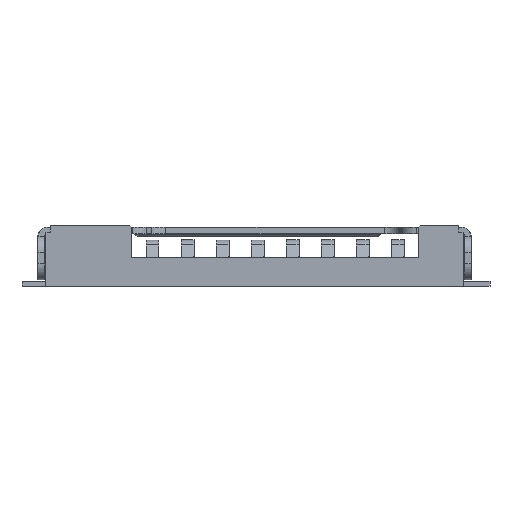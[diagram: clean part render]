
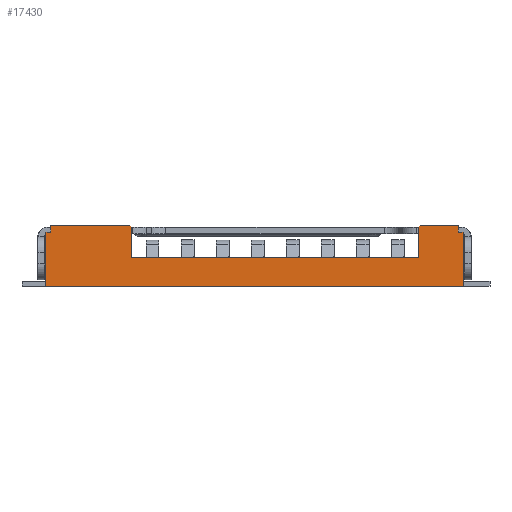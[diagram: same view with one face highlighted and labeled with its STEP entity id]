
A CAD part, front view. The second image highlights one B-rep face of the part: STEP entity #17430.
In plain terms, the highlighted planar face has unit normal (0, -1, 0).
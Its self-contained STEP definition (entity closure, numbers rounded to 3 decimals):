
#2154=DIRECTION('',(-1.,0.,0.));
#2155=VECTOR('',#2154,0.15);
#2156=CARTESIAN_POINT('',(6.558,-9.323,1.7));
#2157=LINE('',#2156,#2155);
#2162=DIRECTION('',(0.,0.,1.));
#2163=VECTOR('',#2162,1.7);
#2164=CARTESIAN_POINT('',(-6.542,-9.323,0.));
#2165=LINE('',#2164,#2163);
#2166=DIRECTION('',(1.,0.,0.));
#2167=VECTOR('',#2166,0.15);
#2168=CARTESIAN_POINT('',(-6.542,-9.323,1.7));
#2169=LINE('',#2168,#2167);
#2170=DIRECTION('',(0.,0.,1.));
#2171=VECTOR('',#2170,0.2);
#2172=CARTESIAN_POINT('',(-6.392,-9.323,1.7));
#2173=LINE('',#2172,#2171);
#2174=DIRECTION('',(1.,0.,0.));
#2175=VECTOR('',#2174,2.488);
#2176=CARTESIAN_POINT('',(-6.392,-9.323,
1.9));
#2177=LINE('',#2176,#2175);
#2178=DIRECTION('',(0.,0.,-1.));
#2179=VECTOR('',#2178,1.7);
#2180=CARTESIAN_POINT('',(6.558,-9.323,1.7));
#2181=LINE('',#2180,#2179);
#2622=DIRECTION('',(1.,0.,0.));
#2623=VECTOR('',#2622,13.1);
#2624=CARTESIAN_POINT('',(-6.542,-9.323,0.));
#2625=LINE('',#2624,#2623);
#2780=DIRECTION('',(0.,0.,1.));
#2781=VECTOR('',#2780,0.2);
#2782=CARTESIAN_POINT('',(6.408,-9.323,1.7));
#2783=LINE('',#2782,#2781);
#2821=DIRECTION('',(-1.,0.,0.));
#2822=VECTOR('',#2821,1.188);
#2823=CARTESIAN_POINT('',(6.408,-9.323,1.9));
#2824=LINE('',#2823,#2822);
#2825=DIRECTION('',(-0.816,0.,-0.577));
#2826=VECTOR('',#2825,0.076);
#2827=CARTESIAN_POINT('',(5.22,-9.323,1.9));
#2828=LINE('',#2827,#2826);
#2855=DIRECTION('',(-1.,0.,0.));
#2856=VECTOR('',#2855,9.);
#2857=CARTESIAN_POINT('',(5.158,-9.323,0.9));
#2858=LINE('',#2857,#2856);
#5114=DIRECTION('',(0.,0.,1.));
#5115=VECTOR('',#5114,0.956);
#5116=CARTESIAN_POINT('',(-3.842,-9.323,0.9));
#5117=LINE('',#5116,#5115);
#5122=DIRECTION('',(-0.816,0.,0.577));
#5123=VECTOR('',#5122,0.076);
#5124=CARTESIAN_POINT('',(-3.842,-9.323,
1.856));
#5125=LINE('',#5124,#5123);
#5768=DIRECTION('',(0.,0.,-1.));
#5769=VECTOR('',#5768,0.956);
#5770=CARTESIAN_POINT('',(5.158,-9.323,1.856));
#5771=LINE('',#5770,#5769);
#12463=CARTESIAN_POINT('',(-6.542,-9.323,1.7));
#12464=VERTEX_POINT('',#12463);
#12466=CARTESIAN_POINT('',(-6.542,-9.323,0.));
#12468=VERTEX_POINT('',#12466);
#12547=CARTESIAN_POINT('',(-3.904,-9.323,
1.9));
#12548=VERTEX_POINT('',#12547);
#12549=CARTESIAN_POINT('',(-6.392,-9.323,
1.9));
#12550=VERTEX_POINT('',#12549);
#12585=CARTESIAN_POINT('',(-6.392,-9.323,1.7));
#12586=VERTEX_POINT('',#12585);
#12587=CARTESIAN_POINT('',(-3.842,-9.323,
1.856));
#12588=VERTEX_POINT('',#12587);
#12589=CARTESIAN_POINT('',(5.158,-9.323,
1.856));
#12590=CARTESIAN_POINT('',(5.158,-9.323,0.9));
#12591=VERTEX_POINT('',#12589);
#12592=VERTEX_POINT('',#12590);
#12593=CARTESIAN_POINT('',(6.558,-9.323,1.7));
#12594=CARTESIAN_POINT('',(6.408,-9.323,1.7));
#12595=VERTEX_POINT('',#12593);
#12596=VERTEX_POINT('',#12594);
#12597=CARTESIAN_POINT('',(6.558,-9.323,0.));
#12598=VERTEX_POINT('',#12597);
#12619=CARTESIAN_POINT('',(-3.842,-9.323,0.9));
#12620=VERTEX_POINT('',#12619);
#13313=CARTESIAN_POINT('',(6.408,-9.323,
1.9));
#13314=VERTEX_POINT('',#13313);
#13317=CARTESIAN_POINT('',(5.22,-9.323,
1.9));
#13319=VERTEX_POINT('',#13317);
#17398=CARTESIAN_POINT('',(0.008,-9.323,
0.95));
#17399=DIRECTION('',(0.,1.,0.));
#17400=DIRECTION('',(-1.,0.,0.));
#17401=AXIS2_PLACEMENT_3D('',#17398,#17399,#17400);
#17402=PLANE('',#17401);
#17403=ORIENTED_EDGE('',*,*,#14928,.T.);
#17405=ORIENTED_EDGE('',*,*,#17404,.T.);
#17407=ORIENTED_EDGE('',*,*,#17406,.T.);
#17409=ORIENTED_EDGE('',*,*,#17408,.T.);
#17411=ORIENTED_EDGE('',*,*,#17410,.F.);
#17413=ORIENTED_EDGE('',*,*,#17412,.F.);
#17415=ORIENTED_EDGE('',*,*,#17414,.F.);
#17417=ORIENTED_EDGE('',*,*,#17416,.F.);
#17419=ORIENTED_EDGE('',*,*,#17418,.F.);
#17421=ORIENTED_EDGE('',*,*,#17420,.F.);
#17423=ORIENTED_EDGE('',*,*,#17422,.F.);
#17424=ORIENTED_EDGE('',*,*,#17390,.F.);
#17425=ORIENTED_EDGE('',*,*,#15871,.T.);
#17427=ORIENTED_EDGE('',*,*,#17426,.F.);
#17428=EDGE_LOOP('',(#17403,#17405,#17407,#17409,#17411,#17413,#17415,#17417,
#17419,#17421,#17423,#17424,#17425,#17427));
#17429=FACE_OUTER_BOUND('',#17428,.F.);
#14928=EDGE_CURVE('',#12468,#12464,#2165,.T.);
#15871=EDGE_CURVE('',#12595,#12598,#2181,.T.);
#17390=EDGE_CURVE('',#12595,#12596,#2157,.T.);
#17404=EDGE_CURVE('',#12464,#12586,#2169,.T.);
#17406=EDGE_CURVE('',#12586,#12550,#2173,.T.);
#17408=EDGE_CURVE('',#12550,#12548,#2177,.T.);
#17410=EDGE_CURVE('',#12588,#12548,#5125,.T.);
#17412=EDGE_CURVE('',#12620,#12588,#5117,.T.);
#17414=EDGE_CURVE('',#12592,#12620,#2858,.T.);
#17416=EDGE_CURVE('',#12591,#12592,#5771,.T.);
#17418=EDGE_CURVE('',#13319,#12591,#2828,.T.);
#17420=EDGE_CURVE('',#13314,#13319,#2824,.T.);
#17422=EDGE_CURVE('',#12596,#13314,#2783,.T.);
#17426=EDGE_CURVE('',#12468,#12598,#2625,.T.);
#17430=ADVANCED_FACE('',(#17429),#17402,.F.);
